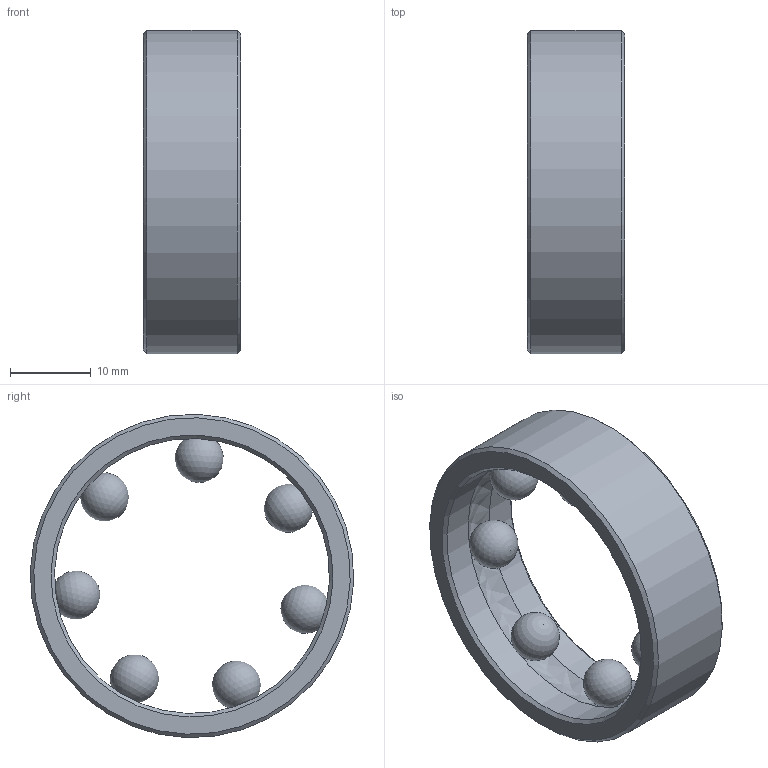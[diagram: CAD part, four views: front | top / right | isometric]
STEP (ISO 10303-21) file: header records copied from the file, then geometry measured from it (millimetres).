
FILE_DESCRIPTION((''),'2;1');
FILE_NAME('Bearing_203KRR5.stp','2009-02-12T21:49:17',('Alex_Cyril'),(''),'Autodesk Inventor 11','Autodesk Inventor 11','');
FILE_SCHEMA(('AUTOMOTIVE_DESIGN { 1 0 10303 214 1 1 1 1 }'));
Length unit declared in the file: millimetre
Products named in the file (3): Bearing_203KRR5; Bearing_203KRR5_BE; Bearing_203KRR5_ER
Assembly tree (8 placements, depth 2):
  Bearing_203KRR5
    Bearing_203KRR5_BE
    Bearing_203KRR5_ER  x7
Bounding box: 12 x 39.97 x 39.97 mm (x, y, z)
Volume: 4757.3 mm3; surface area: 4203.1 mm2
Topology: 8 solids, 8 shells, 17 faces, 39 edges, 24 vertices
Faces by surface type: sphere 7, cone 4, cylinder 3, plane 2, bspline 1
Full cylindrical faces by diameter (mm): 34 x2, 40 x1
Entity records: 414 total; most frequent: CARTESIAN_POINT 107, DIRECTION 64, AXIS2_PLACEMENT_3D 32, ORIENTED_EDGE 22, EDGE_LOOP 21, VERTEX_POINT 12, PRODUCT_DEFINITION_SHAPE 11, CIRCLE 11
